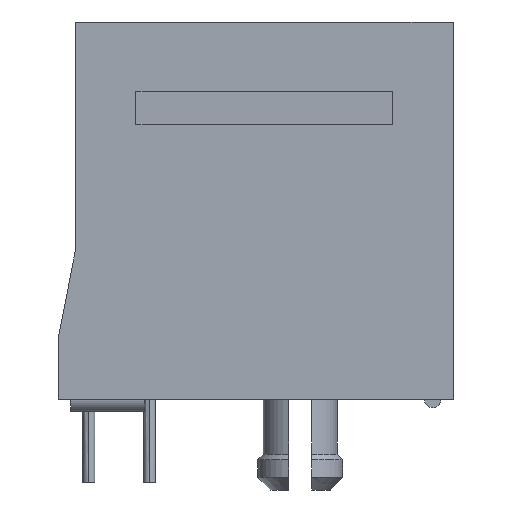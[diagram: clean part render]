
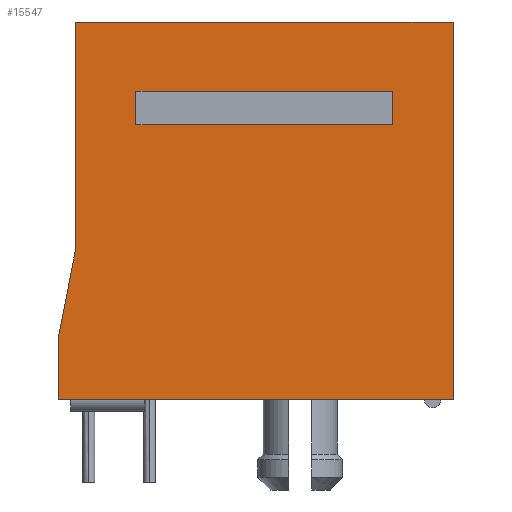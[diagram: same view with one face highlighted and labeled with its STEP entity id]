
A CAD part, left-side view. The second image highlights one B-rep face of the part: STEP entity #15547.
In plain terms, the highlighted planar face has unit normal (-1, 0, 0).
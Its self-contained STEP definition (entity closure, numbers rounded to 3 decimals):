
#167 = VERTEX_POINT('',#168);
#168 = CARTESIAN_POINT('',(-4.848,-12.7,0.548));
#174 = EDGE_CURVE('',#175,#167,#177,.T.);
#175 = VERTEX_POINT('',#176);
#176 = CARTESIAN_POINT('',(-4.848,3.8,0.548));
#177 = LINE('',#178,#179);
#178 = CARTESIAN_POINT('',(-4.848,3.8,0.548));
#179 = VECTOR('',#180,1.);
#180 = DIRECTION('',(0.,-1.,0.));
#15463 = EDGE_CURVE('',#15464,#175,#15466,.T.);
#15464 = VERTEX_POINT('',#15465);
#15465 = CARTESIAN_POINT('',(-4.848,3.8,3.248));
#15466 = LINE('',#15467,#15468);
#15467 = CARTESIAN_POINT('',(-4.848,3.8,3.248));
#15468 = VECTOR('',#15469,1.);
#15469 = DIRECTION('',(0.,0.,-1.));
#15547 = ADVANCED_FACE('',(#15548,#15582),#15616,.T.);
#15548 = FACE_BOUND('',#15549,.T.);
#15549 = EDGE_LOOP('',(#15550,#15551,#15559,#15567,#15575,#15581));
#15550 = ORIENTED_EDGE('',*,*,#174,.T.);
#15551 = ORIENTED_EDGE('',*,*,#15552,.T.);
#15552 = EDGE_CURVE('',#167,#15553,#15555,.T.);
#15553 = VERTEX_POINT('',#15554);
#15554 = CARTESIAN_POINT('',(-4.848,-12.7,16.348));
#15555 = LINE('',#15556,#15557);
#15556 = CARTESIAN_POINT('',(-4.848,-12.7,0.548));
#15557 = VECTOR('',#15558,1.);
#15558 = DIRECTION('',(0.,0.,1.));
#15559 = ORIENTED_EDGE('',*,*,#15560,.T.);
#15560 = EDGE_CURVE('',#15553,#15561,#15563,.T.);
#15561 = VERTEX_POINT('',#15562);
#15562 = CARTESIAN_POINT('',(-4.848,3.1,16.348));
#15563 = LINE('',#15564,#15565);
#15564 = CARTESIAN_POINT('',(-4.848,-12.7,16.348));
#15565 = VECTOR('',#15566,1.);
#15566 = DIRECTION('',(0.,1.,0.));
#15567 = ORIENTED_EDGE('',*,*,#15568,.T.);
#15568 = EDGE_CURVE('',#15561,#15569,#15571,.T.);
#15569 = VERTEX_POINT('',#15570);
#15570 = CARTESIAN_POINT('',(-4.848,3.1,6.848));
#15571 = LINE('',#15572,#15573);
#15572 = CARTESIAN_POINT('',(-4.848,3.1,16.348));
#15573 = VECTOR('',#15574,1.);
#15574 = DIRECTION('',(0.,0.,-1.));
#15575 = ORIENTED_EDGE('',*,*,#15576,.T.);
#15576 = EDGE_CURVE('',#15569,#15464,#15577,.T.);
#15577 = LINE('',#15578,#15579);
#15578 = CARTESIAN_POINT('',(-4.848,3.1,6.848));
#15579 = VECTOR('',#15580,1.);
#15580 = DIRECTION('',(0.,0.191,
    -0.982));
#15581 = ORIENTED_EDGE('',*,*,#15463,.T.);
#15582 = FACE_BOUND('',#15583,.T.);
#15583 = EDGE_LOOP('',(#15584,#15594,#15602,#15610));
#15584 = ORIENTED_EDGE('',*,*,#15585,.T.);
#15585 = EDGE_CURVE('',#15586,#15588,#15590,.T.);
#15586 = VERTEX_POINT('',#15587);
#15587 = CARTESIAN_POINT('',(-4.848,-10.175,12.048));
#15588 = VERTEX_POINT('',#15589);
#15589 = CARTESIAN_POINT('',(-4.848,0.575,12.048));
#15590 = LINE('',#15591,#15592);
#15591 = CARTESIAN_POINT('',(-4.848,-10.175,12.048));
#15592 = VECTOR('',#15593,1.);
#15593 = DIRECTION('',(0.,1.,0.));
#15594 = ORIENTED_EDGE('',*,*,#15595,.T.);
#15595 = EDGE_CURVE('',#15588,#15596,#15598,.T.);
#15596 = VERTEX_POINT('',#15597);
#15597 = CARTESIAN_POINT('',(-4.848,0.575,13.448));
#15598 = LINE('',#15599,#15600);
#15599 = CARTESIAN_POINT('',(-4.848,0.575,12.048));
#15600 = VECTOR('',#15601,1.);
#15601 = DIRECTION('',(0.,0.,1.));
#15602 = ORIENTED_EDGE('',*,*,#15603,.T.);
#15603 = EDGE_CURVE('',#15596,#15604,#15606,.T.);
#15604 = VERTEX_POINT('',#15605);
#15605 = CARTESIAN_POINT('',(-4.848,-10.175,13.448));
#15606 = LINE('',#15607,#15608);
#15607 = CARTESIAN_POINT('',(-4.848,0.575,13.448));
#15608 = VECTOR('',#15609,1.);
#15609 = DIRECTION('',(0.,-1.,0.));
#15610 = ORIENTED_EDGE('',*,*,#15611,.T.);
#15611 = EDGE_CURVE('',#15604,#15586,#15612,.T.);
#15612 = LINE('',#15613,#15614);
#15613 = CARTESIAN_POINT('',(-4.848,-10.175,13.448));
#15614 = VECTOR('',#15615,1.);
#15615 = DIRECTION('',(0.,0.,-1.));
#15616 = PLANE('',#15617);
#15617 = AXIS2_PLACEMENT_3D('',#15618,#15619,#15620);
#15618 = CARTESIAN_POINT('',(-4.848,-4.8,8.448));
#15619 = DIRECTION('',(-1.,0.,0.));
#15620 = DIRECTION('',(0.,0.,1.));
